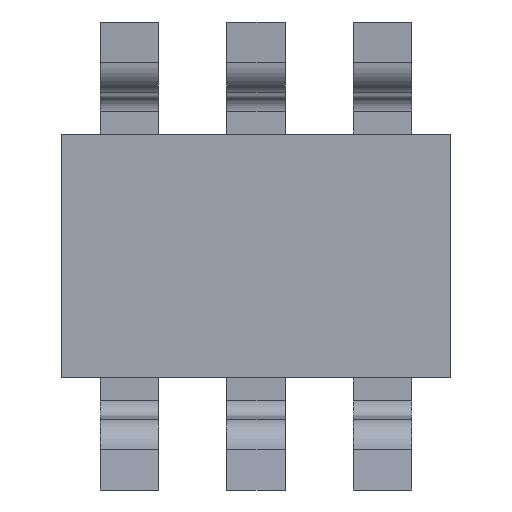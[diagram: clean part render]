
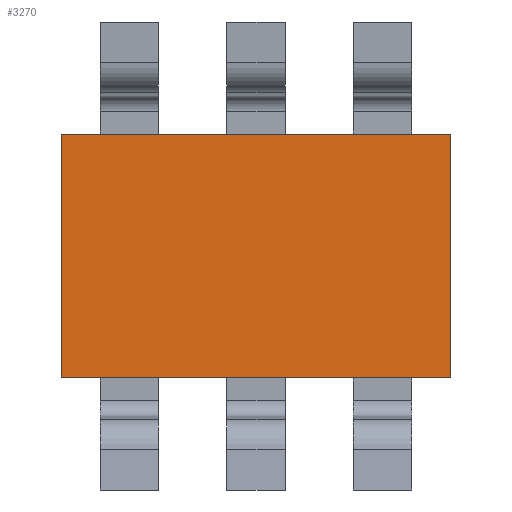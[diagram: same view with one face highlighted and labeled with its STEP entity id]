
A CAD part, front view. The second image highlights one B-rep face of the part: STEP entity #3270.
In plain terms, the highlighted planar face has unit normal (0, -1, 0).
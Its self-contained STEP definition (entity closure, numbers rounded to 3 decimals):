
#194 = VERTEX_POINT ( 'NONE', #3585 ) ;
#220 = LINE ( 'NONE', #1893, #2628 ) ;
#652 = EDGE_CURVE ( 'NONE', #2242, #1268, #1102, .T. ) ;
#677 = LINE ( 'NONE', #3869, #1410 ) ;
#997 = VECTOR ( 'NONE', #2843, 1000. ) ;
#1102 = LINE ( 'NONE', #2492, #997 ) ;
#1268 = VERTEX_POINT ( 'NONE', #3327 ) ;
#1318 = ORIENTED_EDGE ( 'NONE', *, *, #2701, .T. ) ;
#1366 = CARTESIAN_POINT ( 'NONE',  ( 1., 0.1, 0.625 ) ) ;
#1410 = VECTOR ( 'NONE', #2312, 1000. ) ;
#1429 = DIRECTION ( 'NONE',  ( 0., -1., 0. ) ) ;
#1533 = CARTESIAN_POINT ( 'NONE',  ( 1., 0.1, 0.625 ) ) ;
#1543 = DIRECTION ( 'NONE',  ( 0., 0., 1. ) ) ;
#1608 = CARTESIAN_POINT ( 'NONE',  ( 1., 0.1, -0.625 ) ) ;
#1673 = ORIENTED_EDGE ( 'NONE', *, *, #3659, .T. ) ;
#1893 = CARTESIAN_POINT ( 'NONE',  ( -1., 0.1, 0.625 ) ) ;
#2005 = EDGE_CURVE ( 'NONE', #2728, #2242, #3313, .T. ) ;
#2242 = VERTEX_POINT ( 'NONE', #1366 ) ;
#2312 = DIRECTION ( 'NONE',  ( 1., 0., 0. ) ) ;
#2387 = ORIENTED_EDGE ( 'NONE', *, *, #652, .T. ) ;
#2470 = EDGE_LOOP ( 'NONE', ( #3175, #2387, #1318, #1673 ) ) ;
#2492 = CARTESIAN_POINT ( 'NONE',  ( -1., 0.1, 0.625 ) ) ;
#2526 = DIRECTION ( 'NONE',  ( 0., 0., -1. ) ) ;
#2628 = VECTOR ( 'NONE', #2526, 1000. ) ;
#2701 = EDGE_CURVE ( 'NONE', #1268, #194, #220, .T. ) ;
#2728 = VERTEX_POINT ( 'NONE', #1608 ) ;
#2843 = DIRECTION ( 'NONE',  ( -1., 0., 0. ) ) ;
#3149 = FACE_OUTER_BOUND ( 'NONE', #2470, .T. ) ;
#3175 = ORIENTED_EDGE ( 'NONE', *, *, #2005, .T. ) ;
#3213 = VECTOR ( 'NONE', #1543, 1000. ) ;
#3270 = ADVANCED_FACE ( 'NONE', ( #3149 ), #3932, .T. ) ;
#3302 = CARTESIAN_POINT ( 'NONE',  ( -1., 0.1, 0.625 ) ) ;
#3313 = LINE ( 'NONE', #1533, #3213 ) ;
#3327 = CARTESIAN_POINT ( 'NONE',  ( -1., 0.1, 0.625 ) ) ;
#3406 = AXIS2_PLACEMENT_3D ( 'NONE', #3302, #1429, #3615 ) ;
#3585 = CARTESIAN_POINT ( 'NONE',  ( -1., 0.1, -0.625 ) ) ;
#3615 = DIRECTION ( 'NONE',  ( 0., 0., -1. ) ) ;
#3659 = EDGE_CURVE ( 'NONE', #194, #2728, #677, .T. ) ;
#3869 = CARTESIAN_POINT ( 'NONE',  ( -1., 0.1, -0.625 ) ) ;
#3932 = PLANE ( 'NONE',  #3406 ) ;
